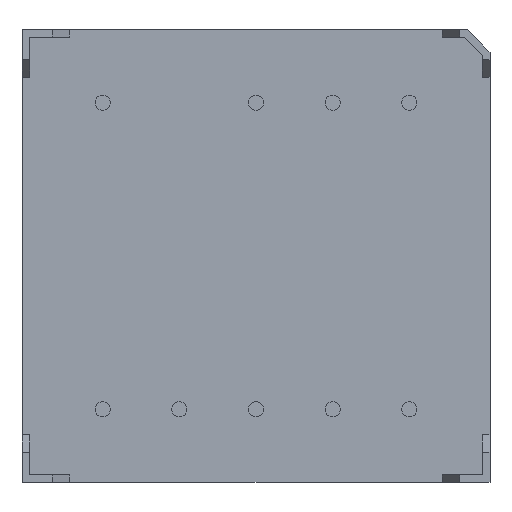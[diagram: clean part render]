
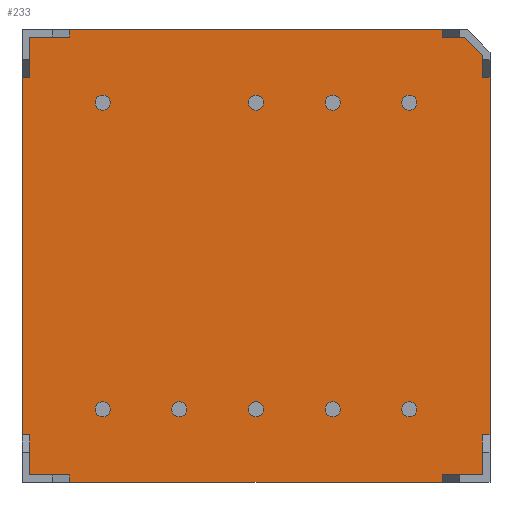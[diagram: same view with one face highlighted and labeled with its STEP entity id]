
A CAD part, front view. The second image highlights one B-rep face of the part: STEP entity #233.
In plain terms, the highlighted planar face has unit normal (0, -1, 0).
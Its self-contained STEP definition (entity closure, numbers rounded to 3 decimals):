
#233=ADVANCED_FACE('',(#1547,#1549,#1551,#1553,#1555,#1557,#1559,#1561,#1563,#1565),
#1567,.F.);
#1547=FACE_BOUND('',#1548,.T.);
#1548=EDGE_LOOP('',(#2561,#2562,#2563,#2564,#2565,#2566,#2567,#2568,#2569,#2570,
#2571,#2572,#2573,#2574,#2575,#2576,#2577,#2578,#2579,#2580,#2581));
#1549=FACE_BOUND('',#1550,.T.);
#1550=EDGE_LOOP('',(#2582));
#1551=FACE_BOUND('',#1552,.T.);
#1552=EDGE_LOOP('',(#2583));
#1553=FACE_BOUND('',#1554,.T.);
#1554=EDGE_LOOP('',(#2584));
#1555=FACE_BOUND('',#1556,.T.);
#1556=EDGE_LOOP('',(#2585));
#1557=FACE_BOUND('',#1558,.T.);
#1558=EDGE_LOOP('',(#2586));
#1559=FACE_BOUND('',#1560,.T.);
#1560=EDGE_LOOP('',(#2587));
#1561=FACE_BOUND('',#1562,.T.);
#1562=EDGE_LOOP('',(#2588));
#1563=FACE_BOUND('',#1564,.T.);
#1564=EDGE_LOOP('',(#2589));
#1565=FACE_BOUND('',#1566,.T.);
#1566=EDGE_LOOP('',(#2590));
#1567=PLANE('',#1568);
#1568=AXIS2_PLACEMENT_3D('',#1569,#1570,#1571);
#1569=CARTESIAN_POINT('',(-6.173,-6.2,-7.5));
#1570=DIRECTION('',(-0.,1.,0.));
#1571=DIRECTION('',(0.,-0.,1.));
#2561=ORIENTED_EDGE('',*,*,#3260,.F.);
#2562=ORIENTED_EDGE('',*,*,#3229,.T.);
#2563=ORIENTED_EDGE('',*,*,#3261,.T.);
#2564=ORIENTED_EDGE('',*,*,#3258,.F.);
#2565=ORIENTED_EDGE('',*,*,#3262,.F.);
#2566=ORIENTED_EDGE('',*,*,#3263,.T.);
#2567=ORIENTED_EDGE('',*,*,#3264,.T.);
#2568=ORIENTED_EDGE('',*,*,#3265,.T.);
#2569=ORIENTED_EDGE('',*,*,#3249,.F.);
#2570=ORIENTED_EDGE('',*,*,#3266,.F.);
#2571=ORIENTED_EDGE('',*,*,#3267,.T.);
#2572=ORIENTED_EDGE('',*,*,#3268,.F.);
#2573=ORIENTED_EDGE('',*,*,#3269,.F.);
#2574=ORIENTED_EDGE('',*,*,#3240,.T.);
#2575=ORIENTED_EDGE('',*,*,#3270,.F.);
#2576=ORIENTED_EDGE('',*,*,#3271,.T.);
#2577=ORIENTED_EDGE('',*,*,#3272,.F.);
#2578=ORIENTED_EDGE('',*,*,#3273,.F.);
#2579=ORIENTED_EDGE('',*,*,#3231,.T.);
#2580=ORIENTED_EDGE('',*,*,#3274,.F.);
#2581=ORIENTED_EDGE('',*,*,#3275,.F.);
#2582=ORIENTED_EDGE('',*,*,#3199,.F.);
#2583=ORIENTED_EDGE('',*,*,#3203,.F.);
#2584=ORIENTED_EDGE('',*,*,#3213,.F.);
#2585=ORIENTED_EDGE('',*,*,#3211,.F.);
#2586=ORIENTED_EDGE('',*,*,#3209,.F.);
#2587=ORIENTED_EDGE('',*,*,#3207,.F.);
#2588=ORIENTED_EDGE('',*,*,#3205,.F.);
#2589=ORIENTED_EDGE('',*,*,#3201,.F.);
#2590=ORIENTED_EDGE('',*,*,#3197,.F.);
#3197=EDGE_CURVE('',#3549,#3549,#3550,.T.);
#3199=EDGE_CURVE('',#3553,#3553,#3554,.T.);
#3201=EDGE_CURVE('',#3557,#3557,#3558,.T.);
#3203=EDGE_CURVE('',#3561,#3561,#3562,.T.);
#3205=EDGE_CURVE('',#3565,#3565,#3566,.T.);
#3207=EDGE_CURVE('',#3569,#3569,#3570,.T.);
#3209=EDGE_CURVE('',#3573,#3573,#3574,.T.);
#3211=EDGE_CURVE('',#3577,#3577,#3578,.T.);
#3213=EDGE_CURVE('',#3581,#3581,#3582,.T.);
#3229=EDGE_CURVE('',#3609,#3611,#3613,.T.);
#3231=EDGE_CURVE('',#3616,#3614,#3617,.T.);
#3240=EDGE_CURVE('',#3633,#3631,#3634,.T.);
#3249=EDGE_CURVE('',#3648,#3650,#3651,.T.);
#3258=EDGE_CURVE('',#3665,#3667,#3668,.T.);
#3260=EDGE_CURVE('',#3609,#3670,#3671,.T.);
#3261=EDGE_CURVE('',#3611,#3667,#3672,.T.);
#3262=EDGE_CURVE('',#3673,#3665,#3674,.T.);
#3263=EDGE_CURVE('',#3673,#3675,#3676,.T.);
#3264=EDGE_CURVE('',#3675,#3677,#3678,.T.);
#3265=EDGE_CURVE('',#3677,#3650,#3679,.T.);
#3266=EDGE_CURVE('',#3680,#3648,#3681,.T.);
#3267=EDGE_CURVE('',#3680,#3682,#3683,.T.);
#3268=EDGE_CURVE('',#3684,#3682,#3685,.T.);
#3269=EDGE_CURVE('',#3633,#3684,#3686,.T.);
#3270=EDGE_CURVE('',#3687,#3631,#3688,.T.);
#3271=EDGE_CURVE('',#3687,#3689,#3690,.T.);
#3272=EDGE_CURVE('',#3691,#3689,#3692,.T.);
#3273=EDGE_CURVE('',#3616,#3691,#3693,.T.);
#3274=EDGE_CURVE('',#3694,#3614,#3695,.T.);
#3275=EDGE_CURVE('',#3670,#3694,#3696,.T.);
#3549=VERTEX_POINT('',#4143);
#3550=CIRCLE('',#4144,0.25);
#3553=VERTEX_POINT('',#4153);
#3554=CIRCLE('',#4154,0.25);
#3557=VERTEX_POINT('',#4163);
#3558=CIRCLE('',#4164,0.25);
#3561=VERTEX_POINT('',#4173);
#3562=CIRCLE('',#4174,0.25);
#3565=VERTEX_POINT('',#4183);
#3566=CIRCLE('',#4184,0.25);
#3569=VERTEX_POINT('',#4193);
#3570=CIRCLE('',#4194,0.25);
#3573=VERTEX_POINT('',#4203);
#3574=CIRCLE('',#4204,0.25);
#3577=VERTEX_POINT('',#4213);
#3578=CIRCLE('',#4214,0.25);
#3581=VERTEX_POINT('',#4223);
#3582=CIRCLE('',#4224,0.25);
#3609=VERTEX_POINT('',#4285);
#3611=VERTEX_POINT('',#4289);
#3613=LINE('',#4293,#4294);
#3614=VERTEX_POINT('',#4296);
#3616=VERTEX_POINT('',#4300);
#3617=LINE('',#4301,#4302);
#3631=VERTEX_POINT('',#4331);
#3633=VERTEX_POINT('',#4335);
#3634=LINE('',#4336,#4337);
#3648=VERTEX_POINT('',#4366);
#3650=VERTEX_POINT('',#4370);
#3651=LINE('',#4371,#4372);
#3665=VERTEX_POINT('',#4401);
#3667=VERTEX_POINT('',#4405);
#3668=LINE('',#4406,#4407);
#3670=VERTEX_POINT('',#4412);
#3671=LINE('',#4413,#4414);
#3672=LINE('',#4416,#4417);
#3673=VERTEX_POINT('',#4419);
#3674=LINE('',#4420,#4421);
#3675=VERTEX_POINT('',#4423);
#3676=LINE('',#4424,#4425);
#3677=VERTEX_POINT('',#4427);
#3678=LINE('',#4428,#4429);
#3679=LINE('',#4431,#4432);
#3680=VERTEX_POINT('',#4434);
#3681=LINE('',#4435,#4436);
#3682=VERTEX_POINT('',#4438);
#3683=LINE('',#4439,#4440);
#3684=VERTEX_POINT('',#4442);
#3685=LINE('',#4443,#4444);
#3686=LINE('',#4446,#4447);
#3687=VERTEX_POINT('',#4449);
#3688=LINE('',#4450,#4451);
#3689=VERTEX_POINT('',#4453);
#3690=LINE('',#4454,#4455);
#3691=VERTEX_POINT('',#4457);
#3692=LINE('',#4458,#4459);
#3693=LINE('',#4461,#4462);
#3694=VERTEX_POINT('',#4464);
#3695=LINE('',#4465,#4466);
#3696=LINE('',#4468,#4469);
#4143=CARTESIAN_POINT('',(5.08,-6.2,-5.33));
#4144=AXIS2_PLACEMENT_3D('',#4145,#4146,#4147);
#4145=CARTESIAN_POINT('',(5.08,-6.2,-5.08));
#4146=DIRECTION('',(0.,-1.,-0.));
#4147=DIRECTION('',(0.,0.,-1.));
#4153=CARTESIAN_POINT('',(2.54,-6.2,-5.33));
#4154=AXIS2_PLACEMENT_3D('',#4155,#4156,#4157);
#4155=CARTESIAN_POINT('',(2.54,-6.2,-5.08));
#4156=DIRECTION('',(0.,-1.,-0.));
#4157=DIRECTION('',(0.,0.,-1.));
#4163=CARTESIAN_POINT('',(0.,-6.2,-5.33));
#4164=AXIS2_PLACEMENT_3D('',#4165,#4166,#4167);
#4165=CARTESIAN_POINT('',(0.,-6.2,-5.08));
#4166=DIRECTION('',(0.,-1.,-0.));
#4167=DIRECTION('',(0.,0.,-1.));
#4173=CARTESIAN_POINT('',(-2.54,-6.2,-5.33));
#4174=AXIS2_PLACEMENT_3D('',#4175,#4176,#4177);
#4175=CARTESIAN_POINT('',(-2.54,-6.2,-5.08));
#4176=DIRECTION('',(0.,-1.,-0.));
#4177=DIRECTION('',(0.,0.,-1.));
#4183=CARTESIAN_POINT('',(-5.08,-6.2,-5.33));
#4184=AXIS2_PLACEMENT_3D('',#4185,#4186,#4187);
#4185=CARTESIAN_POINT('',(-5.08,-6.2,-5.08));
#4186=DIRECTION('',(0.,-1.,-0.));
#4187=DIRECTION('',(0.,0.,-1.));
#4193=CARTESIAN_POINT('',(-5.08,-6.2,4.83));
#4194=AXIS2_PLACEMENT_3D('',#4195,#4196,#4197);
#4195=CARTESIAN_POINT('',(-5.08,-6.2,5.08));
#4196=DIRECTION('',(0.,-1.,-0.));
#4197=DIRECTION('',(0.,0.,-1.));
#4203=CARTESIAN_POINT('',(0.,-6.2,4.83));
#4204=AXIS2_PLACEMENT_3D('',#4205,#4206,#4207);
#4205=CARTESIAN_POINT('',(0.,-6.2,5.08));
#4206=DIRECTION('',(0.,-1.,-0.));
#4207=DIRECTION('',(0.,0.,-1.));
#4213=CARTESIAN_POINT('',(2.54,-6.2,4.83));
#4214=AXIS2_PLACEMENT_3D('',#4215,#4216,#4217);
#4215=CARTESIAN_POINT('',(2.54,-6.2,5.08));
#4216=DIRECTION('',(0.,-1.,-0.));
#4217=DIRECTION('',(0.,0.,-1.));
#4223=CARTESIAN_POINT('',(5.08,-6.2,4.83));
#4224=AXIS2_PLACEMENT_3D('',#4225,#4226,#4227);
#4225=CARTESIAN_POINT('',(5.08,-6.2,5.08));
#4226=DIRECTION('',(0.,-1.,-0.));
#4227=DIRECTION('',(0.,0.,-1.));
#4285=CARTESIAN_POINT('',(6.173,-6.2,7.25));
#4289=CARTESIAN_POINT('',(6.173,-6.2,7.5));
#4293=CARTESIAN_POINT('',(6.173,-6.2,7.25));
#4294=VECTOR('',#4295,1.);
#4295=DIRECTION('',(0.,0.,1.));
#4296=CARTESIAN_POINT('',(7.5,-6.2,5.923));
#4300=CARTESIAN_POINT('',(7.75,-6.2,5.923));
#4301=CARTESIAN_POINT('',(7.75,-6.2,5.923));
#4302=VECTOR('',#4303,1.);
#4303=DIRECTION('',(-1.,0.,0.));
#4331=CARTESIAN_POINT('',(6.173,-6.2,-7.25));
#4335=CARTESIAN_POINT('',(6.173,-6.2,-7.5));
#4336=CARTESIAN_POINT('',(6.173,-6.2,-7.5));
#4337=VECTOR('',#4338,1.);
#4338=DIRECTION('',(0.,0.,1.));
#4366=CARTESIAN_POINT('',(-7.5,-6.2,-5.923));
#4370=CARTESIAN_POINT('',(-7.75,-6.2,-5.923));
#4371=CARTESIAN_POINT('',(-7.5,-6.2,-5.923));
#4372=VECTOR('',#4373,1.);
#4373=DIRECTION('',(-1.,0.,0.));
#4401=CARTESIAN_POINT('',(-6.173,-6.2,7.25));
#4405=CARTESIAN_POINT('',(-6.173,-6.2,7.5));
#4406=CARTESIAN_POINT('',(-6.173,-6.2,7.25));
#4407=VECTOR('',#4408,1.);
#4408=DIRECTION('',(0.,0.,1.));
#4412=CARTESIAN_POINT('',(6.896,-6.2,7.25));
#4413=CARTESIAN_POINT('',(6.173,-6.2,7.25));
#4414=VECTOR('',#4415,1.);
#4415=DIRECTION('',(1.,0.,0.));
#4416=CARTESIAN_POINT('',(6.173,-6.2,7.5));
#4417=VECTOR('',#4418,1.);
#4418=DIRECTION('',(-1.,0.,0.));
#4419=CARTESIAN_POINT('',(-7.5,-6.2,7.25));
#4420=CARTESIAN_POINT('',(-7.5,-6.2,7.25));
#4421=VECTOR('',#4422,1.);
#4422=DIRECTION('',(1.,0.,0.));
#4423=CARTESIAN_POINT('',(-7.5,-6.2,5.923));
#4424=CARTESIAN_POINT('',(-7.5,-6.2,7.25));
#4425=VECTOR('',#4426,1.);
#4426=DIRECTION('',(0.,0.,-1.));
#4427=CARTESIAN_POINT('',(-7.75,-6.2,5.923));
#4428=CARTESIAN_POINT('',(-7.5,-6.2,5.923));
#4429=VECTOR('',#4430,1.);
#4430=DIRECTION('',(-1.,0.,0.));
#4431=CARTESIAN_POINT('',(-7.75,-6.2,5.923));
#4432=VECTOR('',#4433,1.);
#4433=DIRECTION('',(0.,0.,-1.));
#4434=CARTESIAN_POINT('',(-7.5,-6.2,-7.25));
#4435=CARTESIAN_POINT('',(-7.5,-6.2,-7.25));
#4436=VECTOR('',#4437,1.);
#4437=DIRECTION('',(0.,0.,1.));
#4438=CARTESIAN_POINT('',(-6.173,-6.2,-7.25));
#4439=CARTESIAN_POINT('',(-7.5,-6.2,-7.25));
#4440=VECTOR('',#4441,1.);
#4441=DIRECTION('',(1.,0.,0.));
#4442=CARTESIAN_POINT('',(-6.173,-6.2,-7.5));
#4443=CARTESIAN_POINT('',(-6.173,-6.2,-7.5));
#4444=VECTOR('',#4445,1.);
#4445=DIRECTION('',(0.,0.,1.));
#4446=CARTESIAN_POINT('',(6.173,-6.2,-7.5));
#4447=VECTOR('',#4448,1.);
#4448=DIRECTION('',(-1.,0.,0.));
#4449=CARTESIAN_POINT('',(7.5,-6.2,-7.25));
#4450=CARTESIAN_POINT('',(7.5,-6.2,-7.25));
#4451=VECTOR('',#4452,1.);
#4452=DIRECTION('',(-1.,0.,0.));
#4453=CARTESIAN_POINT('',(7.5,-6.2,-5.923));
#4454=CARTESIAN_POINT('',(7.5,-6.2,-7.25));
#4455=VECTOR('',#4456,1.);
#4456=DIRECTION('',(0.,0.,1.));
#4457=CARTESIAN_POINT('',(7.75,-6.2,-5.923));
#4458=CARTESIAN_POINT('',(7.75,-6.2,-5.923));
#4459=VECTOR('',#4460,1.);
#4460=DIRECTION('',(-1.,0.,0.));
#4461=CARTESIAN_POINT('',(7.75,-6.2,5.923));
#4462=VECTOR('',#4463,1.);
#4463=DIRECTION('',(0.,0.,-1.));
#4464=CARTESIAN_POINT('',(7.5,-6.2,6.646));
#4465=CARTESIAN_POINT('',(7.5,-6.2,6.646));
#4466=VECTOR('',#4467,1.);
#4467=DIRECTION('',(0.,0.,-1.));
#4468=CARTESIAN_POINT('',(6.896,-6.2,7.25));
#4469=VECTOR('',#4470,1.);
#4470=DIRECTION('',(0.707,0.,-0.707));
